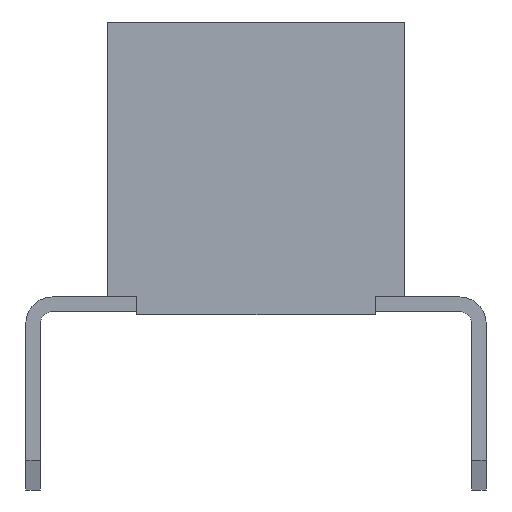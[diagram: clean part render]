
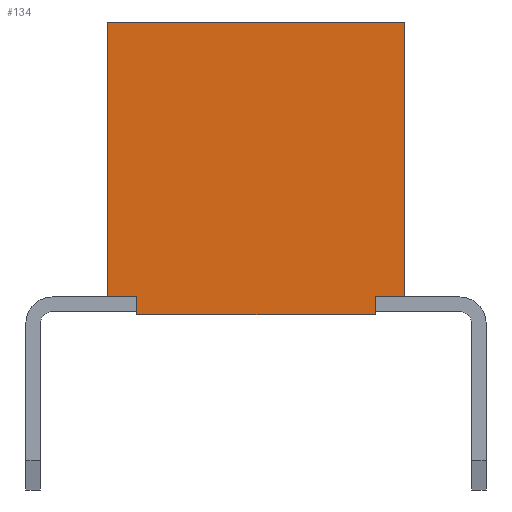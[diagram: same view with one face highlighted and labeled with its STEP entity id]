
A CAD part, left-side view. The second image highlights one B-rep face of the part: STEP entity #134.
In plain terms, the highlighted planar face has unit normal (-1, 0, 0).
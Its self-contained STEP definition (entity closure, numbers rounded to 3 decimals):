
#134=ADVANCED_FACE('',(#536),#348,.T.);
#348=PLANE('',#4221);
#536=FACE_OUTER_BOUND('',#764,.T.);
#764=EDGE_LOOP('',(#1156,#1157,#1158,#1159,#1160,#1161,#1162,#1163));
#1156=ORIENTED_EDGE('',*,*,#2707,.T.);
#1157=ORIENTED_EDGE('',*,*,#2705,.T.);
#1158=ORIENTED_EDGE('',*,*,#2713,.F.);
#1159=ORIENTED_EDGE('',*,*,#2629,.T.);
#1160=ORIENTED_EDGE('',*,*,#2714,.T.);
#1161=ORIENTED_EDGE('',*,*,#2715,.T.);
#1162=ORIENTED_EDGE('',*,*,#2716,.F.);
#1163=ORIENTED_EDGE('',*,*,#2625,.T.);
#2249=VERTEX_POINT('',#5743);
#2250=VERTEX_POINT('',#5745);
#2253=VERTEX_POINT('',#5751);
#2254=VERTEX_POINT('',#5753);
#2327=VERTEX_POINT('',#5900);
#2329=VERTEX_POINT('',#5904);
#2330=VERTEX_POINT('',#5917);
#2331=VERTEX_POINT('',#5919);
#2625=EDGE_CURVE('',#2250,#2249,#3219,.T.);
#2629=EDGE_CURVE('',#2254,#2253,#3223,.T.);
#2705=EDGE_CURVE('',#2327,#2329,#3299,.T.);
#2707=EDGE_CURVE('',#2249,#2327,#3301,.T.);
#2713=EDGE_CURVE('',#2254,#2329,#3307,.T.);
#2714=EDGE_CURVE('',#2253,#2330,#3308,.T.);
#2715=EDGE_CURVE('',#2330,#2331,#3309,.T.);
#2716=EDGE_CURVE('',#2250,#2331,#3310,.T.);
#3219=LINE('',#5744,#3761);
#3223=LINE('',#5752,#3765);
#3299=LINE('',#5905,#3841);
#3301=LINE('',#5908,#3843);
#3307=LINE('',#5915,#3849);
#3308=LINE('',#5916,#3850);
#3309=LINE('',#5918,#3851);
#3310=LINE('',#5920,#3852);
#3761=VECTOR('',#4582,1.);
#3765=VECTOR('',#4586,1.);
#3841=VECTOR('',#4664,1.);
#3843=VECTOR('',#4668,1.);
#3849=VECTOR('',#4676,1.);
#3850=VECTOR('',#4677,1.);
#3851=VECTOR('',#4678,1.);
#3852=VECTOR('',#4679,1.);
#4221=AXIS2_PLACEMENT_3D('',#5921,#4680,#4681);
#4582=DIRECTION('',(0.,-1.,0.));
#4586=DIRECTION('',(0.,-1.,0.));
#4664=DIRECTION('',(0.,1.,0.));
#4668=DIRECTION('',(0.,0.,1.));
#4676=DIRECTION('',(0.,0.,1.));
#4677=DIRECTION('',(0.,0.,-1.));
#4678=DIRECTION('',(0.,-1.,0.));
#4679=DIRECTION('',(0.,0.,-1.));
#4680=DIRECTION('',(-1.,0.,0.));
#4681=DIRECTION('',(0.,0.,1.));
#5743=CARTESIAN_POINT('',(0.,0.,0.));
#5744=CARTESIAN_POINT('',(0.,2.54,0.));
#5745=CARTESIAN_POINT('',(0.,0.5,0.));
#5751=CARTESIAN_POINT('',(0.,4.58,0.));
#5752=CARTESIAN_POINT('',(0.,2.54,0.));
#5753=CARTESIAN_POINT('',(0.,5.08,0.));
#5900=CARTESIAN_POINT('',(0.,0.,4.7));
#5904=CARTESIAN_POINT('',(0.,5.08,4.7));
#5905=CARTESIAN_POINT('',(0.,2.54,4.7));
#5908=CARTESIAN_POINT('',(0.,0.,0.));
#5915=CARTESIAN_POINT('',(0.,5.08,0.));
#5916=CARTESIAN_POINT('',(0.,4.58,-0.3));
#5917=CARTESIAN_POINT('',(0.,4.58,-0.3));
#5918=CARTESIAN_POINT('',(0.,4.58,-0.3));
#5919=CARTESIAN_POINT('',(0.,0.5,-0.3));
#5920=CARTESIAN_POINT('',(0.,0.5,-0.3));
#5921=CARTESIAN_POINT('',(0.,2.54,0.));
